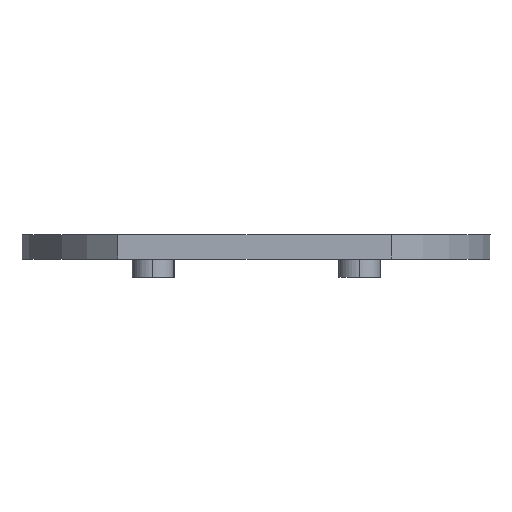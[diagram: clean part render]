
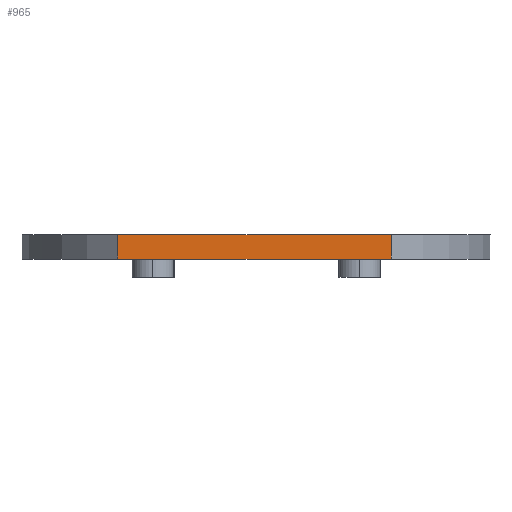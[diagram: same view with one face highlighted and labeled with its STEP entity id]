
A CAD part, left-side view. The second image highlights one B-rep face of the part: STEP entity #965.
In plain terms, the highlighted planar face has unit normal (-1, 0, 0).
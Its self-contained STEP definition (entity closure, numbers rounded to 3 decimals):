
#7 = DIRECTION ( 'NONE',  ( 0., -1., 0. ) ) ;
#35 = VECTOR ( 'NONE', #7, 1000. ) ;
#107 = VECTOR ( 'NONE', #142, 1000. ) ;
#142 = DIRECTION ( 'NONE',  ( 0., -1., 0. ) ) ;
#155 = CARTESIAN_POINT ( 'NONE',  ( -31.446, 24.237, 4. ) ) ;
#180 = LINE ( 'NONE', #155, #35 ) ;
#229 = LINE ( 'NONE', #1881, #107 ) ;
#248 = EDGE_LOOP ( 'NONE', ( #549, #804, #1522, #1783 ) ) ;
#270 = CARTESIAN_POINT ( 'NONE',  ( -31.446, 24.237, 4. ) ) ;
#283 = DIRECTION ( 'NONE',  ( 0., 0., -1. ) ) ;
#421 = CARTESIAN_POINT ( 'NONE',  ( -31.446, -20.763, 0. ) ) ;
#423 = DIRECTION ( 'NONE',  ( 0., 1., 0. ) ) ;
#549 = ORIENTED_EDGE ( 'NONE', *, *, #1388, .T. ) ;
#632 = VERTEX_POINT ( 'NONE', #1799 ) ;
#640 = EDGE_CURVE ( 'NONE', #1239, #1029, #180, .T. ) ;
#646 = AXIS2_PLACEMENT_3D ( 'NONE', #1746, #726, #423 ) ;
#726 = DIRECTION ( 'NONE',  ( 1., 0., 0. ) ) ;
#760 = CARTESIAN_POINT ( 'NONE',  ( -31.446, 24.237, 4. ) ) ;
#804 = ORIENTED_EDGE ( 'NONE', *, *, #1261, .F. ) ;
#878 = CARTESIAN_POINT ( 'NONE',  ( -31.446, -20.763, 4. ) ) ;
#947 = CARTESIAN_POINT ( 'NONE',  ( -31.446, -20.763, 4. ) ) ;
#965 = ADVANCED_FACE ( 'NONE', ( #991 ), #1167, .F. ) ;
#991 = FACE_OUTER_BOUND ( 'NONE', #248, .T. ) ;
#1029 = VERTEX_POINT ( 'NONE', #878 ) ;
#1116 = LINE ( 'NONE', #947, #1770 ) ;
#1167 = PLANE ( 'NONE',  #646 ) ;
#1239 = VERTEX_POINT ( 'NONE', #760 ) ;
#1242 = DIRECTION ( 'NONE',  ( 0., 0., -1. ) ) ;
#1261 = EDGE_CURVE ( 'NONE', #1029, #1415, #1116, .T. ) ;
#1388 = EDGE_CURVE ( 'NONE', #632, #1415, #229, .T. ) ;
#1415 = VERTEX_POINT ( 'NONE', #421 ) ;
#1429 = LINE ( 'NONE', #270, #1695 ) ;
#1522 = ORIENTED_EDGE ( 'NONE', *, *, #640, .F. ) ;
#1685 = EDGE_CURVE ( 'NONE', #1239, #632, #1429, .T. ) ;
#1695 = VECTOR ( 'NONE', #283, 1000. ) ;
#1746 = CARTESIAN_POINT ( 'NONE',  ( -31.446, 24.237, 4. ) ) ;
#1770 = VECTOR ( 'NONE', #1242, 1000. ) ;
#1783 = ORIENTED_EDGE ( 'NONE', *, *, #1685, .T. ) ;
#1799 = CARTESIAN_POINT ( 'NONE',  ( -31.446, 24.237, 0. ) ) ;
#1881 = CARTESIAN_POINT ( 'NONE',  ( -31.446, 24.237, 0. ) ) ;
